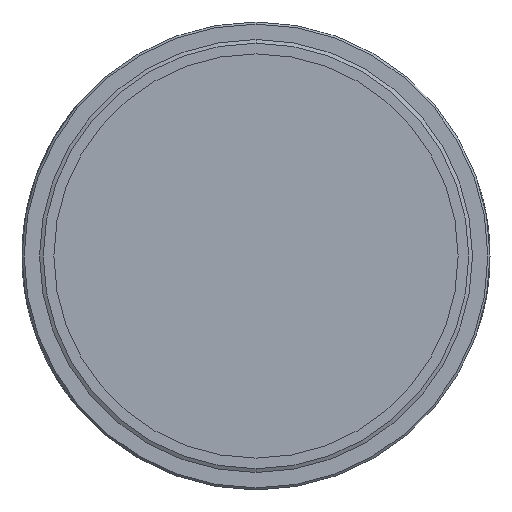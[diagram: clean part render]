
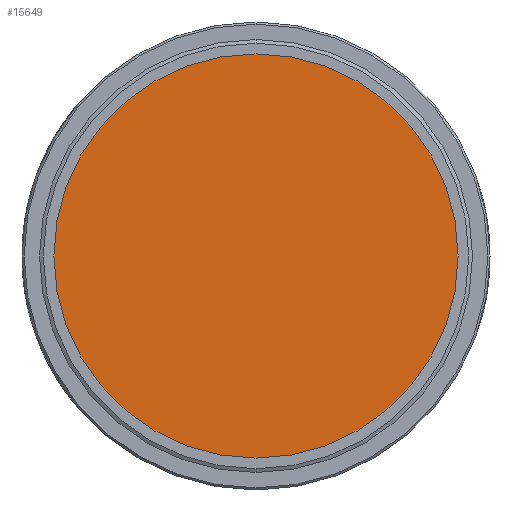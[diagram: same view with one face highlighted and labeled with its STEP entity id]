
A CAD part, left-side view. The second image highlights one B-rep face of the part: STEP entity #15649.
In plain terms, the highlighted planar face has unit normal (-1, 0, 0).
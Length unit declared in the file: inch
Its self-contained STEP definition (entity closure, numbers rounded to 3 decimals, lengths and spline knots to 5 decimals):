
#150 = CIRCLE ( 'NONE', #5916, 0.99722 ) ;
#1587 = DIRECTION ( 'NONE',  ( 1., 0., 0. ) ) ;
#2190 = AXIS2_PLACEMENT_3D ( 'NONE', #10024, #2533, #11265 ) ;
#2533 = DIRECTION ( 'NONE',  ( 1., 0., 0. ) ) ;
#2809 = CARTESIAN_POINT ( 'NONE',  ( -0.105, 0., 0. ) ) ;
#3007 = VERTEX_POINT ( 'NONE', #14716 ) ;
#4075 = DIRECTION ( 'NONE',  ( 1., 0., 0. ) ) ;
#5218 = EDGE_CURVE ( 'NONE', #3007, #11610, #150, .T. ) ;
#5310 = ORIENTED_EDGE ( 'NONE', *, *, #14761, .F. ) ;
#5916 = AXIS2_PLACEMENT_3D ( 'NONE', #9078, #1587, #10332 ) ;
#7263 = FACE_OUTER_BOUND ( 'NONE', #15684, .T. ) ;
#8233 = CIRCLE ( 'NONE', #2190, 0.99722 ) ;
#9078 = CARTESIAN_POINT ( 'NONE',  ( -0.105, 0., 0. ) ) ;
#9394 = AXIS2_PLACEMENT_3D ( 'NONE', #2809, #4075, #12817 ) ;
#10024 = CARTESIAN_POINT ( 'NONE',  ( -0.105, 0., 0. ) ) ;
#10295 = PLANE ( 'NONE',  #9394 ) ;
#10332 = DIRECTION ( 'NONE',  ( 0., 0., -1. ) ) ;
#11265 = DIRECTION ( 'NONE',  ( 0., 0., -1. ) ) ;
#11610 = VERTEX_POINT ( 'NONE', #12837 ) ;
#12792 = ORIENTED_EDGE ( 'NONE', *, *, #5218, .F. ) ;
#12817 = DIRECTION ( 'NONE',  ( 0., 0., -1. ) ) ;
#12837 = CARTESIAN_POINT ( 'NONE',  ( -0.105, 0., -0.99722 ) ) ;
#14716 = CARTESIAN_POINT ( 'NONE',  ( -0.105, 0., 0.99722 ) ) ;
#14761 = EDGE_CURVE ( 'NONE', #11610, #3007, #8233, .T. ) ;
#15649 = ADVANCED_FACE ( 'NONE', ( #7263 ), #10295, .F. ) ;
#15684 = EDGE_LOOP ( 'NONE', ( #5310, #12792 ) ) ;
